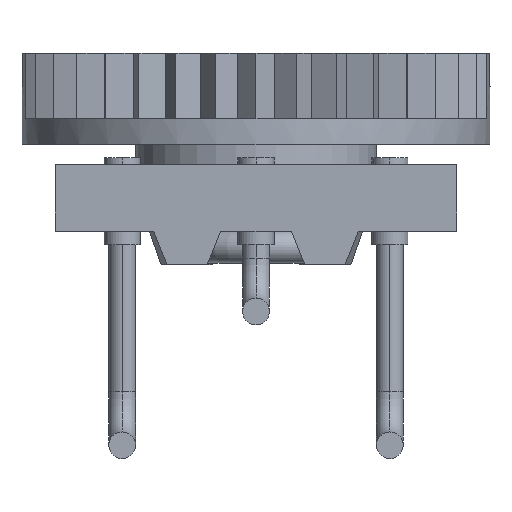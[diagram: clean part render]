
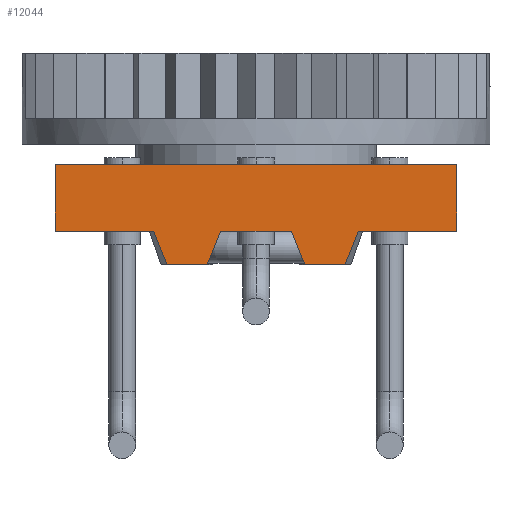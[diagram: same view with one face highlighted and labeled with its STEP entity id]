
A CAD part, front view. The second image highlights one B-rep face of the part: STEP entity #12044.
In plain terms, the highlighted planar face has unit normal (0, -1, 0).
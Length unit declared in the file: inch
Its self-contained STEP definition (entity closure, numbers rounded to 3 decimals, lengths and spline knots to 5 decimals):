
#2806=DIRECTION('',(1.,0.,0.));
#2807=VECTOR('',#2806,0.3);
#2808=CARTESIAN_POINT('',(-0.15,-0.2,0.05));
#2809=LINE('',#2808,#2807);
#3067=DIRECTION('',(1.,0.,0.));
#3068=VECTOR('',#3067,0.0735);
#3069=CARTESIAN_POINT('',(-0.15,-0.2,0.));
#3070=LINE('',#3069,#3068);
#3084=DIRECTION('',(1.,0.,0.));
#3085=VECTOR('',#3084,0.053);
#3086=CARTESIAN_POINT('',(-0.0265,-0.2,0.));
#3087=LINE('',#3086,#3085);
#3101=DIRECTION('',(1.,0.,0.));
#3102=VECTOR('',#3101,0.0735);
#3103=CARTESIAN_POINT('',(0.0765,-0.2,0.));
#3104=LINE('',#3103,#3102);
#3171=DIRECTION('',(0.,0.,1.));
#3172=VECTOR('',#3171,0.05);
#3173=CARTESIAN_POINT('',(0.15,-0.2,0.));
#3174=LINE('',#3173,#3172);
#3175=DIRECTION('',(0.371,0.,-0.928));
#3176=VECTOR('',#3175,0.02693);
#3177=CARTESIAN_POINT('',(-0.0765,-0.2,0.));
#3178=LINE('',#3177,#3176);
#3179=DIRECTION('',(0.,0.,1.));
#3180=VECTOR('',#3179,0.05);
#3181=CARTESIAN_POINT('',(-0.15,-0.2,0.));
#3182=LINE('',#3181,#3180);
#3183=DIRECTION('',(-0.371,0.,-0.928));
#3184=VECTOR('',#3183,0.02693);
#3185=CARTESIAN_POINT('',(0.0765,-0.2,0.));
#3186=LINE('',#3185,#3184);
#3187=DIRECTION('',(-0.371,0.,-0.928));
#3188=VECTOR('',#3187,0.02693);
#3189=CARTESIAN_POINT('',(-0.0265,-0.2,0.));
#3190=LINE('',#3189,#3188);
#3199=DIRECTION('',(1.,0.,0.));
#3200=VECTOR('',#3199,0.03);
#3201=CARTESIAN_POINT('',(-0.0665,-0.2,-0.025));
#3202=LINE('',#3201,#3200);
#3224=DIRECTION('',(0.371,0.,-0.928));
#3225=VECTOR('',#3224,0.02693);
#3226=CARTESIAN_POINT('',(0.0265,-0.2,0.));
#3227=LINE('',#3226,#3225);
#3228=DIRECTION('',(-1.,0.,0.));
#3229=VECTOR('',#3228,0.03);
#3230=CARTESIAN_POINT('',(0.0665,-0.2,-0.025));
#3231=LINE('',#3230,#3229);
#6700=CARTESIAN_POINT('',(-0.15,-0.2,0.));
#6702=VERTEX_POINT('',#6700);
#6703=CARTESIAN_POINT('',(0.15,-0.2,0.));
#6705=VERTEX_POINT('',#6703);
#6708=CARTESIAN_POINT('',(-0.15,-0.2,0.05));
#6710=VERTEX_POINT('',#6708);
#6711=CARTESIAN_POINT('',(0.15,-0.2,0.05));
#6712=VERTEX_POINT('',#6711);
#6715=CARTESIAN_POINT('',(0.0665,-0.2,-0.025));
#6716=CARTESIAN_POINT('',(0.0365,-0.2,-0.025));
#6717=VERTEX_POINT('',#6715);
#6718=VERTEX_POINT('',#6716);
#6723=CARTESIAN_POINT('',(0.0265,-0.2,0.));
#6725=VERTEX_POINT('',#6723);
#6729=CARTESIAN_POINT('',(0.0765,-0.2,0.));
#6730=VERTEX_POINT('',#6729);
#6731=CARTESIAN_POINT('',(-0.0665,-0.2,-0.025));
#6732=CARTESIAN_POINT('',(-0.0365,-0.2,-0.025));
#6733=VERTEX_POINT('',#6731);
#6734=VERTEX_POINT('',#6732);
#6739=CARTESIAN_POINT('',(-0.0265,-0.2,0.));
#6741=VERTEX_POINT('',#6739);
#6745=CARTESIAN_POINT('',(-0.0765,-0.2,0.));
#6746=VERTEX_POINT('',#6745);
#12019=CARTESIAN_POINT('',(-0.15,-0.2,0.));
#12020=DIRECTION('',(0.,-1.,0.));
#12021=DIRECTION('',(1.,0.,0.));
#12022=AXIS2_PLACEMENT_3D('',#12019,#12020,#12021);
#12023=PLANE('',#12022);
#12024=ORIENTED_EDGE('',*,*,#11941,.F.);
#12026=ORIENTED_EDGE('',*,*,#12025,.T.);
#12028=ORIENTED_EDGE('',*,*,#12027,.F.);
#12030=ORIENTED_EDGE('',*,*,#12029,.F.);
#12031=ORIENTED_EDGE('',*,*,#11933,.F.);
#12032=ORIENTED_EDGE('',*,*,#11901,.T.);
#12033=ORIENTED_EDGE('',*,*,#11529,.T.);
#12034=ORIENTED_EDGE('',*,*,#12012,.F.);
#12035=ORIENTED_EDGE('',*,*,#11949,.F.);
#12037=ORIENTED_EDGE('',*,*,#12036,.T.);
#12039=ORIENTED_EDGE('',*,*,#12038,.T.);
#12041=ORIENTED_EDGE('',*,*,#12040,.F.);
#12042=EDGE_LOOP('',(#12024,#12026,#12028,#12030,#12031,#12032,#12033,#12034,
#12035,#12037,#12039,#12041));
#12043=FACE_OUTER_BOUND('',#12042,.F.);
#12044=ADVANCED_FACE('',(#12043),#12023,.T.);
#11529=EDGE_CURVE('',#6710,#6712,#2809,.T.);
#11901=EDGE_CURVE('',#6702,#6710,#3182,.T.);
#11933=EDGE_CURVE('',#6702,#6746,#3070,.T.);
#11941=EDGE_CURVE('',#6741,#6725,#3087,.T.);
#11949=EDGE_CURVE('',#6730,#6705,#3104,.T.);
#12012=EDGE_CURVE('',#6705,#6712,#3174,.T.);
#12025=EDGE_CURVE('',#6741,#6734,#3190,.T.);
#12027=EDGE_CURVE('',#6733,#6734,#3202,.T.);
#12029=EDGE_CURVE('',#6746,#6733,#3178,.T.);
#12036=EDGE_CURVE('',#6730,#6717,#3186,.T.);
#12038=EDGE_CURVE('',#6717,#6718,#3231,.T.);
#12040=EDGE_CURVE('',#6725,#6718,#3227,.T.);
